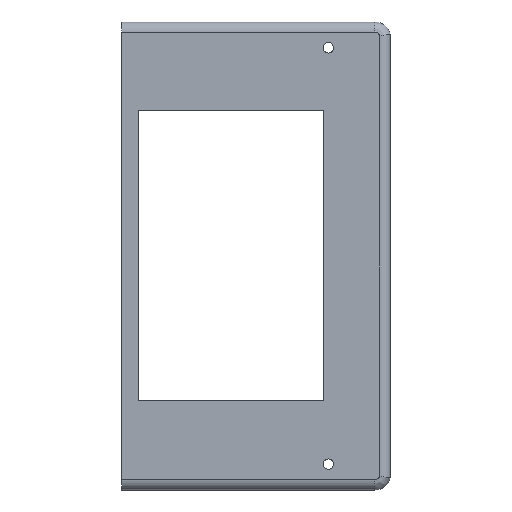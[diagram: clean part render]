
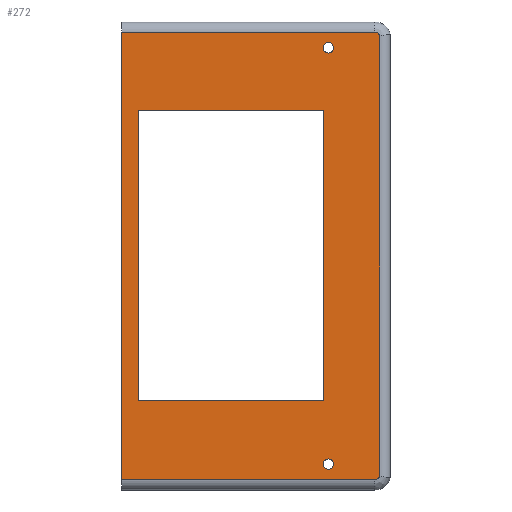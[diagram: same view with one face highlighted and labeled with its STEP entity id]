
A CAD part, top view. The second image highlights one B-rep face of the part: STEP entity #272.
In plain terms, the highlighted planar face has unit normal (0, 0, 1).
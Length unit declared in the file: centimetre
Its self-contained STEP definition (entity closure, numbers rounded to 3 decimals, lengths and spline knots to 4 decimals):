
#23=FACE_BOUND('',#105,.T.);
#24=FACE_BOUND('',#106,.T.);
#25=FACE_BOUND('',#107,.T.);
#29=PLANE('',#308);
#36=LINE('',#438,#58);
#39=LINE('',#463,#61);
#40=LINE('',#479,#62);
#42=LINE('',#482,#64);
#43=LINE('',#485,#65);
#44=LINE('',#487,#66);
#45=LINE('',#489,#67);
#46=LINE('',#490,#68);
#58=VECTOR('',#337,1.);
#61=VECTOR('',#346,1.);
#62=VECTOR('',#355,1.);
#64=VECTOR('',#359,1.);
#65=VECTOR('',#360,1.);
#66=VECTOR('',#361,1.);
#67=VECTOR('',#362,1.);
#68=VECTOR('',#363,1.);
#90=FACE_OUTER_BOUND('',#104,.T.);
#104=EDGE_LOOP('',(#213,#214,#215,#216,#217,#218));
#105=EDGE_LOOP('',(#219,#220,#221,#222));
#106=EDGE_LOOP('',(#223));
#107=EDGE_LOOP('',(#224));
#123=CIRCLE('',#299,0.1);
#126=CIRCLE('',#304,0.1);
#129=CIRCLE('',#309,0.1);
#130=CIRCLE('',#310,0.1);
#135=VERTEX_POINT('',#418);
#136=VERTEX_POINT('',#420);
#137=VERTEX_POINT('',#437);
#139=VERTEX_POINT('',#456);
#142=VERTEX_POINT('',#461);
#144=VERTEX_POINT('',#477);
#145=VERTEX_POINT('',#483);
#146=VERTEX_POINT('',#484);
#147=VERTEX_POINT('',#486);
#148=VERTEX_POINT('',#488);
#149=VERTEX_POINT('',#491);
#150=VERTEX_POINT('',#493);
#159=EDGE_CURVE('',#135,#136,#123,.T.);
#161=EDGE_CURVE('',#136,#137,#36,.T.);
#167=EDGE_CURVE('',#142,#139,#39,.T.);
#168=EDGE_CURVE('',#137,#142,#126,.T.);
#171=EDGE_CURVE('',#144,#135,#40,.T.);
#173=EDGE_CURVE('',#144,#139,#42,.T.);
#174=EDGE_CURVE('',#145,#146,#43,.T.);
#175=EDGE_CURVE('',#146,#147,#44,.T.);
#176=EDGE_CURVE('',#147,#148,#45,.T.);
#177=EDGE_CURVE('',#148,#145,#46,.T.);
#178=EDGE_CURVE('',#149,#149,#129,.T.);
#179=EDGE_CURVE('',#150,#150,#130,.T.);
#213=ORIENTED_EDGE('',*,*,#167,.F.);
#214=ORIENTED_EDGE('',*,*,#168,.F.);
#215=ORIENTED_EDGE('',*,*,#161,.F.);
#216=ORIENTED_EDGE('',*,*,#159,.F.);
#217=ORIENTED_EDGE('',*,*,#171,.F.);
#218=ORIENTED_EDGE('',*,*,#173,.T.);
#219=ORIENTED_EDGE('',*,*,#174,.T.);
#220=ORIENTED_EDGE('',*,*,#175,.T.);
#221=ORIENTED_EDGE('',*,*,#176,.T.);
#222=ORIENTED_EDGE('',*,*,#177,.T.);
#223=ORIENTED_EDGE('',*,*,#178,.T.);
#224=ORIENTED_EDGE('',*,*,#179,.T.);
#272=ADVANCED_FACE('',(#90,#23,#24,#25),#29,.T.);
#299=AXIS2_PLACEMENT_3D('',#421,#333,#334);
#304=AXIS2_PLACEMENT_3D('',#473,#347,#348);
#308=AXIS2_PLACEMENT_3D('',#481,#357,#358);
#309=AXIS2_PLACEMENT_3D('',#492,#364,#365);
#310=AXIS2_PLACEMENT_3D('',#494,#366,#367);
#333=DIRECTION('center_axis',(0.,0.,-1.));
#334=DIRECTION('ref_axis',(0.627,0.779,0.));
#337=DIRECTION('',(0.,-1.,0.));
#346=DIRECTION('',(-1.,0.,0.));
#347=DIRECTION('center_axis',(0.,0.,-1.));
#348=DIRECTION('ref_axis',(0.627,-0.779,0.));
#355=DIRECTION('',(1.,0.,0.));
#357=DIRECTION('center_axis',(0.,0.,1.));
#358=DIRECTION('ref_axis',(-1.,0.,0.));
#359=DIRECTION('',(0.,-1.,0.));
#360=DIRECTION('',(0.,-1.,0.));
#361=DIRECTION('',(-1.,0.,0.));
#362=DIRECTION('',(0.,1.,0.));
#363=DIRECTION('',(1.,0.,0.));
#364=DIRECTION('center_axis',(0.,0.,-1.));
#365=DIRECTION('ref_axis',(-1.,0.,0.));
#366=DIRECTION('center_axis',(0.,0.,-1.));
#367=DIRECTION('ref_axis',(-1.,0.,0.));
#418=CARTESIAN_POINT('',(-6.5816,15.3763,2.5));
#420=CARTESIAN_POINT('',(-6.4885,15.3129,2.5));
#421=CARTESIAN_POINT('Origin',(-6.5816,15.2763,2.5));
#437=CARTESIAN_POINT('',(-6.4885,6.7897,2.5));
#438=CARTESIAN_POINT('',(-6.4885,8.9067,2.5));
#456=CARTESIAN_POINT('',(-11.4753,6.7263,2.5));
#461=CARTESIAN_POINT('',(-6.5816,6.7263,2.5));
#463=CARTESIAN_POINT('',(-10.1786,6.7263,2.5));
#473=CARTESIAN_POINT('Origin',(-6.5816,6.8263,2.5));
#477=CARTESIAN_POINT('',(-11.4753,15.3763,2.5));
#479=CARTESIAN_POINT('',(-7.7318,15.3763,2.5));
#481=CARTESIAN_POINT('Origin',(-8.8819,11.0513,2.5));
#482=CARTESIAN_POINT('',(-11.4753,6.5263,2.5));
#483=CARTESIAN_POINT('',(-7.57,13.87,2.5));
#484=CARTESIAN_POINT('',(-7.57,8.25,2.5));
#485=CARTESIAN_POINT('',(-7.57,8.25,2.5));
#486=CARTESIAN_POINT('',(-11.15,8.25,2.5));
#487=CARTESIAN_POINT('',(-11.15,8.25,2.5));
#488=CARTESIAN_POINT('',(-11.15,13.87,2.5));
#489=CARTESIAN_POINT('',(-11.15,13.87,2.5));
#490=CARTESIAN_POINT('',(-7.57,13.87,2.5));
#491=CARTESIAN_POINT('',(-7.3816,7.0263,2.5));
#492=CARTESIAN_POINT('Origin',(-7.4816,7.0263,2.5));
#493=CARTESIAN_POINT('',(-7.3816,15.0763,2.5));
#494=CARTESIAN_POINT('Origin',(-7.4816,15.0763,2.5));
